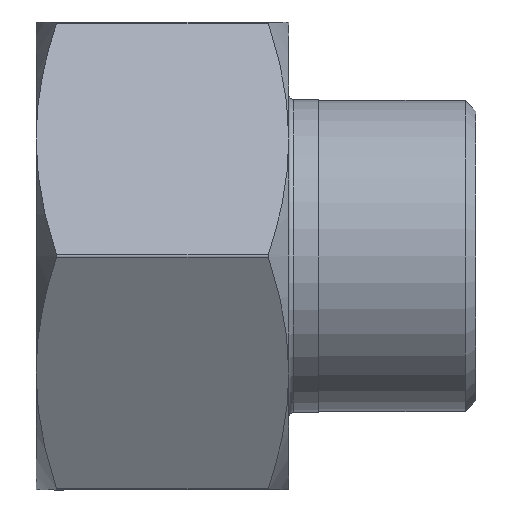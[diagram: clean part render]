
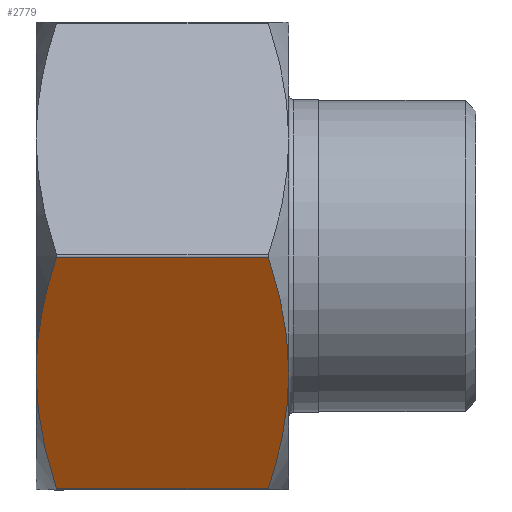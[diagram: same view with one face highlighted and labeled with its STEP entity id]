
A CAD part, front view. The second image highlights one B-rep face of the part: STEP entity #2779.
In plain terms, the highlighted planar face has unit normal (0, -0.866, -0.5).
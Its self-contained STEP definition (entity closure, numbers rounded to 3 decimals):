
#480 = VERTEX_POINT ( 'NONE', #8078 ) ;
#513 = VERTEX_POINT ( 'NONE', #8070 ) ;
#515 = VERTEX_POINT ( 'NONE', #8085 ) ;
#519 = VERTEX_POINT ( 'NONE', #8040 ) ;
#523 = VERTEX_POINT ( 'NONE', #8077 ) ;
#571 = VERTEX_POINT ( 'NONE', #8135 ) ;
#887 = EDGE_LOOP ( 'NONE', ( #6345, #6364, #5786, #6340, #6336, #6373 ) ) ;
#1627 = EDGE_CURVE ( 'NONE', #519, #513, #2613, .T. ) ;
#1643 = EDGE_CURVE ( 'NONE', #571, #480, #2615, .T. ) ;
#1652 = EDGE_CURVE ( 'NONE', #519, #480, #7794, .T. ) ;
#1662 = EDGE_CURVE ( 'NONE', #513, #515, #2620, .T. ) ;
#1666 = EDGE_CURVE ( 'NONE', #523, #571, #2628, .T. ) ;
#1670 = EDGE_CURVE ( 'NONE', #523, #515, #7880, .T. ) ;
#2613 =( BOUNDED_CURVE ( )  B_SPLINE_CURVE ( 2, ( #7681, #7666, #7697 ),
 .UNSPECIFIED., .F., .T. ) 
 B_SPLINE_CURVE_WITH_KNOTS ( ( 3, 3 ),
 ( 0.596, 2.13 ),
 .UNSPECIFIED. ) 
 CURVE ( )  GEOMETRIC_REPRESENTATION_ITEM ( )  RATIONAL_B_SPLINE_CURVE ( ( 1.029, 1.052, 1. ) ) 
 REPRESENTATION_ITEM ( '' )  );
#2615 =( BOUNDED_CURVE ( )  B_SPLINE_CURVE ( 2, ( #7730, #7760, #7801 ),
 .UNSPECIFIED., .F., .T. ) 
 B_SPLINE_CURVE_WITH_KNOTS ( ( 3, 3 ),
 ( 2.13, 3.664 ),
 .UNSPECIFIED. ) 
 CURVE ( )  GEOMETRIC_REPRESENTATION_ITEM ( )  RATIONAL_B_SPLINE_CURVE ( ( 1., 1.052, 1.029 ) ) 
 REPRESENTATION_ITEM ( '' )  );
#2620 =( BOUNDED_CURVE ( )  B_SPLINE_CURVE ( 2, ( #7894, #7864, #7888 ),
 .UNSPECIFIED., .F., .T. ) 
 B_SPLINE_CURVE_WITH_KNOTS ( ( 3, 3 ),
 ( 2.13, 3.664 ),
 .UNSPECIFIED. ) 
 CURVE ( )  GEOMETRIC_REPRESENTATION_ITEM ( )  RATIONAL_B_SPLINE_CURVE ( ( 1., 1.052, 1.029 ) ) 
 REPRESENTATION_ITEM ( '' )  );
#2628 =( BOUNDED_CURVE ( )  B_SPLINE_CURVE ( 2, ( #7899, #7878, #7879 ),
 .UNSPECIFIED., .F., .T. ) 
 B_SPLINE_CURVE_WITH_KNOTS ( ( 3, 3 ),
 ( 0.596, 2.13 ),
 .UNSPECIFIED. ) 
 CURVE ( )  GEOMETRIC_REPRESENTATION_ITEM ( )  RATIONAL_B_SPLINE_CURVE ( ( 1.029, 1.052, 1. ) ) 
 REPRESENTATION_ITEM ( '' )  );
#2779 = ADVANCED_FACE ( 'NONE', ( #3658 ), #3678, .T. ) ;
#3658 = FACE_OUTER_BOUND ( 'NONE', #887, .T. ) ;
#3678 = PLANE ( 'NONE',  #5331 ) ;
#3756 = CARTESIAN_POINT ( 'NONE',  ( 13.5, -14.434, -25. ) ) ;
#3758 = DIRECTION ( 'NONE',  ( 0., -0.5, 0.866 ) ) ;
#3820 = DIRECTION ( 'NONE',  ( 0., -0.866, -0.5 ) ) ;
#5331 = AXIS2_PLACEMENT_3D ( 'NONE', #3756, #3820, #3758 ) ;
#5623 = VECTOR ( 'NONE', #7809, 1000. ) ;
#5650 = VECTOR ( 'NONE', #7906, 1000. ) ;
#5786 = ORIENTED_EDGE ( 'NONE', *, *, #1662, .T. ) ;
#6336 = ORIENTED_EDGE ( 'NONE', *, *, #1666, .T. ) ;
#6340 = ORIENTED_EDGE ( 'NONE', *, *, #1670, .F. ) ;
#6345 = ORIENTED_EDGE ( 'NONE', *, *, #1652, .F. ) ;
#6364 = ORIENTED_EDGE ( 'NONE', *, *, #1627, .T. ) ;
#6373 = ORIENTED_EDGE ( 'NONE', *, *, #1643, .T. ) ;
#7666 = CARTESIAN_POINT ( 'NONE',  ( 27., -18.336, -18.241 ) ) ;
#7681 = CARTESIAN_POINT ( 'NONE',  ( 24.817, -14.52, -24.85 ) ) ;
#7697 = CARTESIAN_POINT ( 'NONE',  ( 27., -21.651, -12.5 ) ) ;
#7730 = CARTESIAN_POINT ( 'NONE',  ( 0., -21.651, -12.5 ) ) ;
#7755 = CARTESIAN_POINT ( 'NONE',  ( 13.5, -14.52, -24.85 ) ) ;
#7760 = CARTESIAN_POINT ( 'NONE',  ( 0., -18.336, -18.241 ) ) ;
#7794 = LINE ( 'NONE', #7755, #5623 ) ;
#7801 = CARTESIAN_POINT ( 'NONE',  ( 2.183, -14.52, -24.85 ) ) ;
#7809 = DIRECTION ( 'NONE',  ( -1., 0., 0. ) ) ;
#7864 = CARTESIAN_POINT ( 'NONE',  ( 27., -24.965, -6.759 ) ) ;
#7875 = CARTESIAN_POINT ( 'NONE',  ( 13.5, -28.781, -0.15 ) ) ;
#7878 = CARTESIAN_POINT ( 'NONE',  ( 0., -24.965, -6.759 ) ) ;
#7879 = CARTESIAN_POINT ( 'NONE',  ( 0., -21.651, -12.5 ) ) ;
#7880 = LINE ( 'NONE', #7875, #5650 ) ;
#7888 = CARTESIAN_POINT ( 'NONE',  ( 24.817, -28.781, -0.15 ) ) ;
#7894 = CARTESIAN_POINT ( 'NONE',  ( 27., -21.651, -12.5 ) ) ;
#7899 = CARTESIAN_POINT ( 'NONE',  ( 2.183, -28.781, -0.15 ) ) ;
#7906 = DIRECTION ( 'NONE',  ( 1., 0., 0. ) ) ;
#8040 = CARTESIAN_POINT ( 'NONE',  ( 24.817, -14.52, -24.85 ) ) ;
#8070 = CARTESIAN_POINT ( 'NONE',  ( 27., -21.651, -12.5 ) ) ;
#8077 = CARTESIAN_POINT ( 'NONE',  ( 2.183, -28.781, -0.15 ) ) ;
#8078 = CARTESIAN_POINT ( 'NONE',  ( 2.183, -14.52, -24.85 ) ) ;
#8085 = CARTESIAN_POINT ( 'NONE',  ( 24.817, -28.781, -0.15 ) ) ;
#8135 = CARTESIAN_POINT ( 'NONE',  ( 0., -21.651, -12.5 ) ) ;
